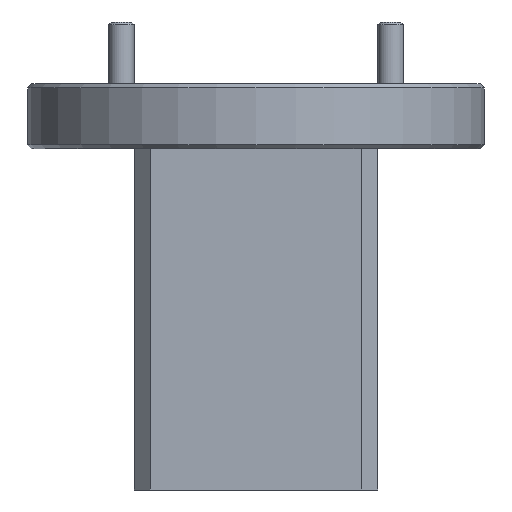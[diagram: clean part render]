
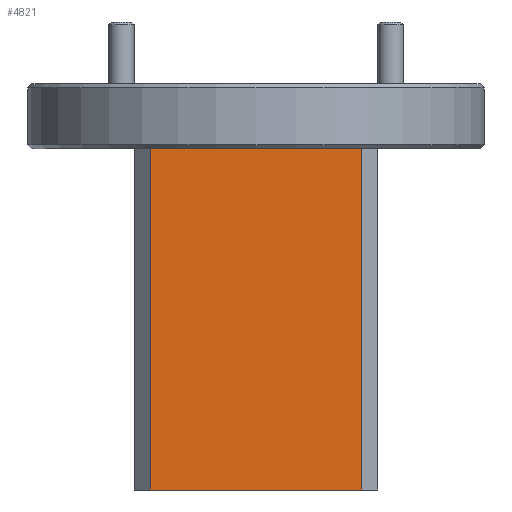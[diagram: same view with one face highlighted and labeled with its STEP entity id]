
A CAD part, front view. The second image highlights one B-rep face of the part: STEP entity #4821.
In plain terms, the highlighted planar face has unit normal (0, -1, 0).
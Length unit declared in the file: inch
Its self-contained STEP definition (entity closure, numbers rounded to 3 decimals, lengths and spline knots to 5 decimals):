
#24 = VECTOR ( 'NONE', #3899, 39.37008 ) ;
#590 = PLANE ( 'NONE',  #2925 ) ;
#1114 = DIRECTION ( 'NONE',  ( 0., 0., 1. ) ) ;
#1145 = EDGE_CURVE ( 'NONE', #4663, #3135, #1684, .T. ) ;
#1648 = EDGE_CURVE ( 'NONE', #3135, #6018, #3013, .T. ) ;
#1684 = LINE ( 'NONE', #7429, #7733 ) ;
#1698 = EDGE_CURVE ( 'NONE', #4663, #5949, #3763, .T. ) ;
#1786 = DIRECTION ( 'NONE',  ( 0., 1., 0. ) ) ;
#1879 = CARTESIAN_POINT ( 'NONE',  ( -0.13551, 0.19917, 0.71046 ) ) ;
#2027 = ORIENTED_EDGE ( 'NONE', *, *, #1648, .T. ) ;
#2412 = CARTESIAN_POINT ( 'NONE',  ( 0.42449, 0.19917, 0.71046 ) ) ;
#2726 = VECTOR ( 'NONE', #6924, 39.37008 ) ;
#2785 = LINE ( 'NONE', #5917, #24 ) ;
#2925 = AXIS2_PLACEMENT_3D ( 'NONE', #5537, #1786, #3058 ) ;
#3013 = LINE ( 'NONE', #2412, #3253 ) ;
#3053 = DIRECTION ( 'NONE',  ( -1., 0., 0. ) ) ;
#3058 = DIRECTION ( 'NONE',  ( 0., 0., 1. ) ) ;
#3094 = FACE_OUTER_BOUND ( 'NONE', #7241, .T. ) ;
#3135 = VERTEX_POINT ( 'NONE', #5543 ) ;
#3253 = VECTOR ( 'NONE', #3053, 39.37008 ) ;
#3588 = ORIENTED_EDGE ( 'NONE', *, *, #5517, .T. ) ;
#3763 = LINE ( 'NONE', #8097, #2726 ) ;
#3899 = DIRECTION ( 'NONE',  ( 0., 0., -1. ) ) ;
#4137 = CARTESIAN_POINT ( 'NONE',  ( -0.13551, 0.19917, -0.12954 ) ) ;
#4663 = VERTEX_POINT ( 'NONE', #4806 ) ;
#4806 = CARTESIAN_POINT ( 'NONE',  ( 0.38449, 0.19917, -0.12954 ) ) ;
#4821 = ADVANCED_FACE ( 'NONE', ( #3094 ), #590, .F. ) ;
#5517 = EDGE_CURVE ( 'NONE', #6018, #5949, #2785, .T. ) ;
#5537 = CARTESIAN_POINT ( 'NONE',  ( 0.42449, 0.19917, -0.12954 ) ) ;
#5543 = CARTESIAN_POINT ( 'NONE',  ( 0.38449, 0.19917, 0.71046 ) ) ;
#5585 = ORIENTED_EDGE ( 'NONE', *, *, #1145, .T. ) ;
#5917 = CARTESIAN_POINT ( 'NONE',  ( -0.13551, 0.19917, -0.12954 ) ) ;
#5949 = VERTEX_POINT ( 'NONE', #4137 ) ;
#6018 = VERTEX_POINT ( 'NONE', #1879 ) ;
#6053 = ORIENTED_EDGE ( 'NONE', *, *, #1698, .F. ) ;
#6924 = DIRECTION ( 'NONE',  ( -1., 0., 0. ) ) ;
#7241 = EDGE_LOOP ( 'NONE', ( #2027, #3588, #6053, #5585 ) ) ;
#7429 = CARTESIAN_POINT ( 'NONE',  ( 0.38449, 0.19917, -0.12954 ) ) ;
#7733 = VECTOR ( 'NONE', #1114, 39.37008 ) ;
#8097 = CARTESIAN_POINT ( 'NONE',  ( 0.42449, 0.19917, -0.12954 ) ) ;
